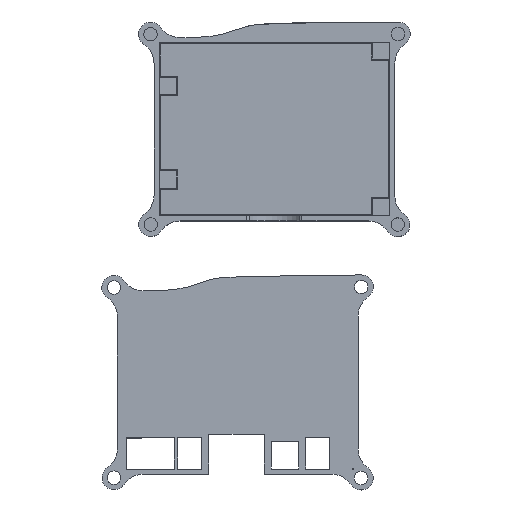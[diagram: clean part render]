
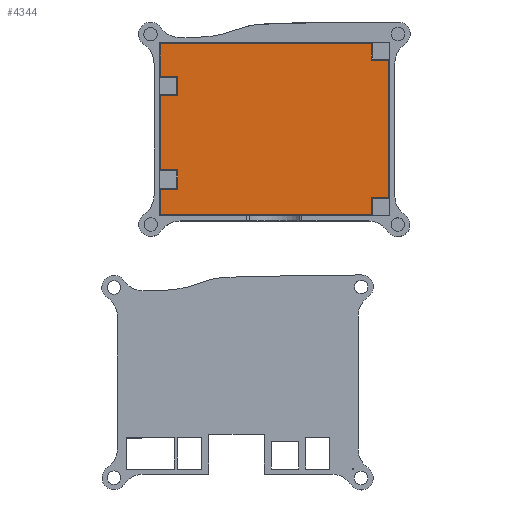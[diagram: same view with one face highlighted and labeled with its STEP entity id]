
A CAD part, top view. The second image highlights one B-rep face of the part: STEP entity #4344.
In plain terms, the highlighted planar face has unit normal (0, 0, 1).
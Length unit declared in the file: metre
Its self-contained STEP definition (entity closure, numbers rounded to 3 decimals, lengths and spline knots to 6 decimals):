
#775=ORIENTED_EDGE('',*,*,#1862,.T.);
#776=ORIENTED_EDGE('',*,*,#1863,.T.);
#777=ORIENTED_EDGE('',*,*,#1864,.T.);
#778=ORIENTED_EDGE('',*,*,#1865,.T.);
#779=ORIENTED_EDGE('',*,*,#1866,.T.);
#780=ORIENTED_EDGE('',*,*,#1867,.T.);
#781=ORIENTED_EDGE('',*,*,#1868,.T.);
#782=ORIENTED_EDGE('',*,*,#1869,.T.);
#783=ORIENTED_EDGE('',*,*,#1870,.T.);
#784=ORIENTED_EDGE('',*,*,#1871,.T.);
#785=ORIENTED_EDGE('',*,*,#1872,.T.);
#786=ORIENTED_EDGE('',*,*,#1873,.F.);
#787=ORIENTED_EDGE('',*,*,#1874,.F.);
#788=ORIENTED_EDGE('',*,*,#1875,.F.);
#789=ORIENTED_EDGE('',*,*,#1876,.T.);
#790=ORIENTED_EDGE('',*,*,#1877,.T.);
#791=ORIENTED_EDGE('',*,*,#1878,.T.);
#792=ORIENTED_EDGE('',*,*,#1879,.F.);
#793=ORIENTED_EDGE('',*,*,#1880,.T.);
#794=ORIENTED_EDGE('',*,*,#1881,.T.);
#1862=EDGE_CURVE('',#2435,#2436,#2846,.T.);
#1863=EDGE_CURVE('',#2436,#2437,#2847,.T.);
#1864=EDGE_CURVE('',#2437,#2438,#2848,.T.);
#1865=EDGE_CURVE('',#2438,#2439,#2849,.F.);
#1866=EDGE_CURVE('',#2439,#2440,#2850,.T.);
#1867=EDGE_CURVE('',#2440,#2441,#2851,.F.);
#1868=EDGE_CURVE('',#2441,#2442,#2852,.F.);
#1869=EDGE_CURVE('',#2442,#2443,#2853,.T.);
#1870=EDGE_CURVE('',#2443,#2444,#2854,.T.);
#1871=EDGE_CURVE('',#2444,#2445,#2855,.F.);
#1872=EDGE_CURVE('',#2445,#2446,#2856,.T.);
#1873=EDGE_CURVE('',#2447,#2446,#2857,.T.);
#1874=EDGE_CURVE('',#2285,#2447,#2858,.T.);
#1875=EDGE_CURVE('',#2448,#2285,#2859,.T.);
#1876=EDGE_CURVE('',#2448,#2449,#2860,.F.);
#1877=EDGE_CURVE('',#2449,#2450,#2861,.T.);
#1878=EDGE_CURVE('',#2450,#2451,#2862,.F.);
#1879=EDGE_CURVE('',#2452,#2451,#2863,.T.);
#1880=EDGE_CURVE('',#2452,#2453,#2864,.T.);
#1881=EDGE_CURVE('',#2453,#2435,#2865,.T.);
#2285=VERTEX_POINT('',#6752);
#2435=VERTEX_POINT('',#7057);
#2436=VERTEX_POINT('',#7058);
#2437=VERTEX_POINT('',#7060);
#2438=VERTEX_POINT('',#7062);
#2439=VERTEX_POINT('',#7064);
#2440=VERTEX_POINT('',#7066);
#2441=VERTEX_POINT('',#7068);
#2442=VERTEX_POINT('',#7070);
#2443=VERTEX_POINT('',#7072);
#2444=VERTEX_POINT('',#7074);
#2445=VERTEX_POINT('',#7076);
#2446=VERTEX_POINT('',#7078);
#2447=VERTEX_POINT('',#7080);
#2448=VERTEX_POINT('',#7083);
#2449=VERTEX_POINT('',#7085);
#2450=VERTEX_POINT('',#7087);
#2451=VERTEX_POINT('',#7089);
#2452=VERTEX_POINT('',#7091);
#2453=VERTEX_POINT('',#7093);
#2846=LINE('',#7056,#3347);
#2847=LINE('',#7059,#3348);
#2848=LINE('',#7061,#3349);
#2849=LINE('',#7063,#3350);
#2850=LINE('',#7065,#3351);
#2851=LINE('',#7067,#3352);
#2852=LINE('',#7069,#3353);
#2853=LINE('',#7071,#3354);
#2854=LINE('',#7073,#3355);
#2855=LINE('',#7075,#3356);
#2856=LINE('',#7077,#3357);
#2857=LINE('',#7079,#3358);
#2858=LINE('',#7081,#3359);
#2859=LINE('',#7082,#3360);
#2860=LINE('',#7084,#3361);
#2861=LINE('',#7086,#3362);
#2862=LINE('',#7088,#3363);
#2863=LINE('',#7090,#3364);
#2864=LINE('',#7092,#3365);
#2865=LINE('',#7094,#3366);
#3347=VECTOR('',#5433,1.);
#3348=VECTOR('',#5434,1.);
#3349=VECTOR('',#5435,1.);
#3350=VECTOR('',#5436,1.);
#3351=VECTOR('',#5437,1.);
#3352=VECTOR('',#5438,1.);
#3353=VECTOR('',#5439,1.);
#3354=VECTOR('',#5440,1.);
#3355=VECTOR('',#5441,1.);
#3356=VECTOR('',#5442,1.);
#3357=VECTOR('',#5443,1.);
#3358=VECTOR('',#5444,1.);
#3359=VECTOR('',#5445,1.);
#3360=VECTOR('',#5446,1.);
#3361=VECTOR('',#5447,1.);
#3362=VECTOR('',#5448,1.);
#3363=VECTOR('',#5449,1.);
#3364=VECTOR('',#5450,1.);
#3365=VECTOR('',#5451,1.);
#3366=VECTOR('',#5452,1.);
#3643=EDGE_LOOP('',(#775,#776,#777,#778,#779,#780,#781,#782,#783,#784,#785,
#786,#787,#788,#789,#790,#791,#792,#793,#794));
#3945=FACE_BOUND('',#3643,.T.);
#4164=PLANE('',#4640);
#4344=ADVANCED_FACE('',(#3945),#4164,.T.);
#4640=AXIS2_PLACEMENT_3D('',#7055,#5431,#5432);
#5431=DIRECTION('',(0.,0.,1.));
#5432=DIRECTION('',(1.,0.,0.));
#5433=DIRECTION('',(0.,-1.,0.));
#5434=DIRECTION('',(1.,0.,0.));
#5435=DIRECTION('',(0.,-1.,0.));
#5436=DIRECTION('',(1.,0.,0.));
#5437=DIRECTION('',(0.,-1.,0.));
#5438=DIRECTION('',(-1.,0.,0.));
#5439=DIRECTION('',(0.,1.,0.));
#5440=DIRECTION('',(-1.,0.,0.));
#5441=DIRECTION('',(0.,-1.,0.));
#5442=DIRECTION('',(-1.,0.,0.));
#5443=DIRECTION('',(0.,-1.,0.));
#5444=DIRECTION('',(-1.,0.,0.));
#5445=DIRECTION('',(-0.736,-0.677,0.));
#5446=DIRECTION('',(1.,0.,0.));
#5447=DIRECTION('',(0.,-1.,0.));
#5448=DIRECTION('',(1.,0.,0.));
#5449=DIRECTION('',(0.,-1.,0.));
#5450=DIRECTION('',(1.,0.,0.));
#5451=DIRECTION('',(0.,1.,0.));
#5452=DIRECTION('',(-1.,0.,0.));
#6752=CARTESIAN_POINT('',(0.039804,0.007634,0.0015));
#7055=CARTESIAN_POINT('',(0.00643,0.032642,0.0015));
#7056=CARTESIAN_POINT('',(-0.026596,0.032642,0.0015));
#7057=CARTESIAN_POINT('',(-0.026596,0.057434,0.0015));
#7058=CARTESIAN_POINT('',(-0.026596,0.048034,0.0015));
#7059=CARTESIAN_POINT('',(-0.021896,0.048034,0.0015));
#7060=CARTESIAN_POINT('',(-0.021596,0.048034,0.0015));
#7061=CARTESIAN_POINT('',(-0.021596,0.042734,0.0015));
#7062=CARTESIAN_POINT('',(-0.021596,0.042434,0.0015));
#7063=CARTESIAN_POINT('',(0.00643,0.042434,0.0015));
#7064=CARTESIAN_POINT('',(-0.026596,0.042434,0.0015));
#7065=CARTESIAN_POINT('',(-0.026596,0.032642,0.0015));
#7066=CARTESIAN_POINT('',(-0.026596,0.020934,0.0015));
#7067=CARTESIAN_POINT('',(-0.021896,0.020934,0.0015));
#7068=CARTESIAN_POINT('',(-0.021596,0.020934,0.0015));
#7069=CARTESIAN_POINT('',(-0.021596,0.015634,0.0015));
#7070=CARTESIAN_POINT('',(-0.021596,0.015334,0.0015));
#7071=CARTESIAN_POINT('',(0.00643,0.015334,0.0015));
#7072=CARTESIAN_POINT('',(-0.026596,0.015334,0.0015));
#7073=CARTESIAN_POINT('',(-0.026596,0.032642,0.0015));
#7074=CARTESIAN_POINT('',(-0.026596,0.007929,0.0015));
#7075=CARTESIAN_POINT('',(0.039798,0.007929,0.0015));
#7076=CARTESIAN_POINT('',(0.034398,0.007929,0.0015));
#7077=CARTESIAN_POINT('',(0.034398,0.032642,0.0015));
#7078=CARTESIAN_POINT('',(0.034398,0.007629,0.0015));
#7079=CARTESIAN_POINT('',(0.00643,0.007629,0.0015));
#7080=CARTESIAN_POINT('',(0.039798,0.007629,0.0015));
#7081=CARTESIAN_POINT('',(0.039801,0.007632,0.0015));
#7082=CARTESIAN_POINT('',(0.00643,0.007634,0.0015));
#7083=CARTESIAN_POINT('',(0.034504,0.007634,0.0015));
#7084=CARTESIAN_POINT('',(0.034504,0.012634,0.0015));
#7085=CARTESIAN_POINT('',(0.034504,0.012934,0.0015));
#7086=CARTESIAN_POINT('',(0.00643,0.012934,0.0015));
#7087=CARTESIAN_POINT('',(0.039504,0.012934,0.0015));
#7088=CARTESIAN_POINT('',(0.039504,0.052734,0.0015));
#7089=CARTESIAN_POINT('',(0.039504,0.052734,0.0015));
#7090=CARTESIAN_POINT('',(0.00643,0.052734,0.0015));
#7091=CARTESIAN_POINT('',(0.034504,0.052734,0.0015));
#7092=CARTESIAN_POINT('',(0.034504,0.032642,0.0015));
#7093=CARTESIAN_POINT('',(0.034504,0.057434,0.0015));
#7094=CARTESIAN_POINT('',(0.00643,0.057434,0.0015));
